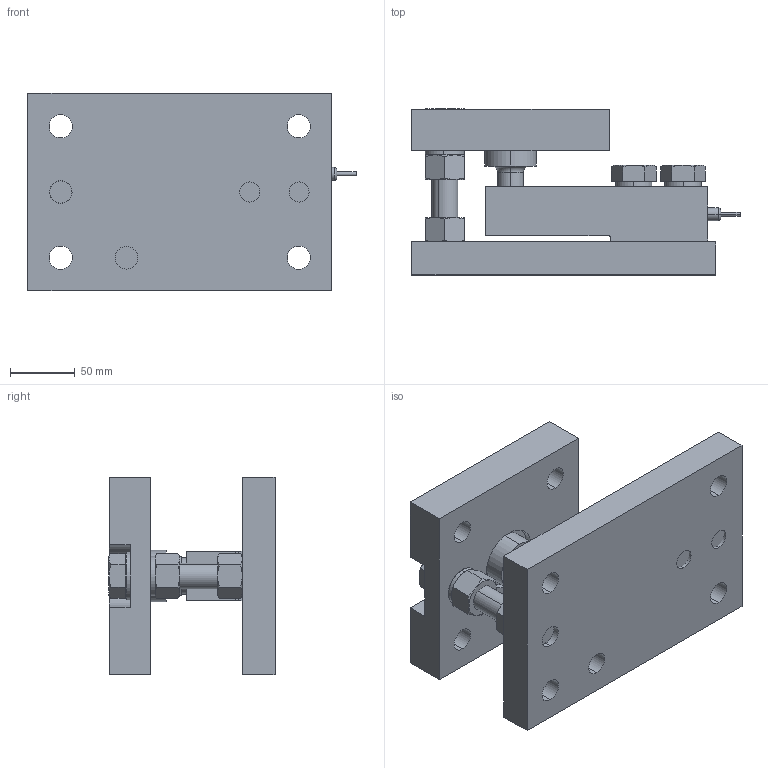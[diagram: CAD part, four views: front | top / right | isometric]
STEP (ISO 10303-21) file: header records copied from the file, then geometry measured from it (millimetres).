
FILE_DESCRIPTION (( 'STEP AP203' ), '1' );
FILE_NAME ('FWC-3-5t.STEP', '2020-08-31T05:37:00', ( '' ), ( '' ), 'SwSTEP 2.0', 'SolidWorks 2016', '' );
FILE_SCHEMA (( 'CONFIG_CONTROL_DESIGN' ));
Length unit declared in the file: millimetre
Products named in the file (11): 換覜んSBC-3-5t; FWC-3-5t-錨璃2; hex bolt gradeb_iso_ISO 4015 - M20 x 70 x 46-N; plain washer clevis pin grade a_iso_ISO 8738 - 18; plain washer normal grade a_iso_Washer ISO 7089 - 20; hex nut gradec_iso_ISO - 4034 - M20 - N; FWC-3-5t-錨璃4; hex bolt gradec_iso_ISO 4016 - M20 x 110 x 46-WN; FWC-3-5t-錨璃3; FWC-3-5t-錨璃1; FWC-3-5t
Assembly tree (13 placements, depth 2):
  FWC-3-5t
    FWC-3-5t-錨璃1
    FWC-3-5t-錨璃2
    換覜んSBC-3-5t
    FWC-3-5t-錨璃3
    FWC-3-5t-錨璃4
    plain washer clevis pin grade a_iso_ISO 8738 - 18  x2
    hex bolt gradec_iso_ISO 4016 - M20 x 110 x 46-WN
    plain washer normal grade a_iso_Washer ISO 7089 - 20
    hex nut gradec_iso_ISO - 4034 - M20 - N  x2
    hex bolt gradeb_iso_ISO 4015 - M20 x 70 x 46-N  x2
Bounding box: 253.7 x 128.4 x 152.4 mm (x, y, z)
Volume: 1906759.9 mm3; surface area: 252907.2 mm2
Topology: 13 solids, 13 shells, 231 faces, 514 edges, 317 vertices
Faces by surface type: plane 87, cylinder 78, cone 60, torus 4, sphere 2
Entity records: 6533 total; most frequent: CARTESIAN_POINT 1143, DIRECTION 928, ORIENTED_EDGE 804, EDGE_CURVE 402, AXIS2_PLACEMENT_3D 380, VERTEX_POINT 251, EDGE_LOOP 223, CIRCLE 186
